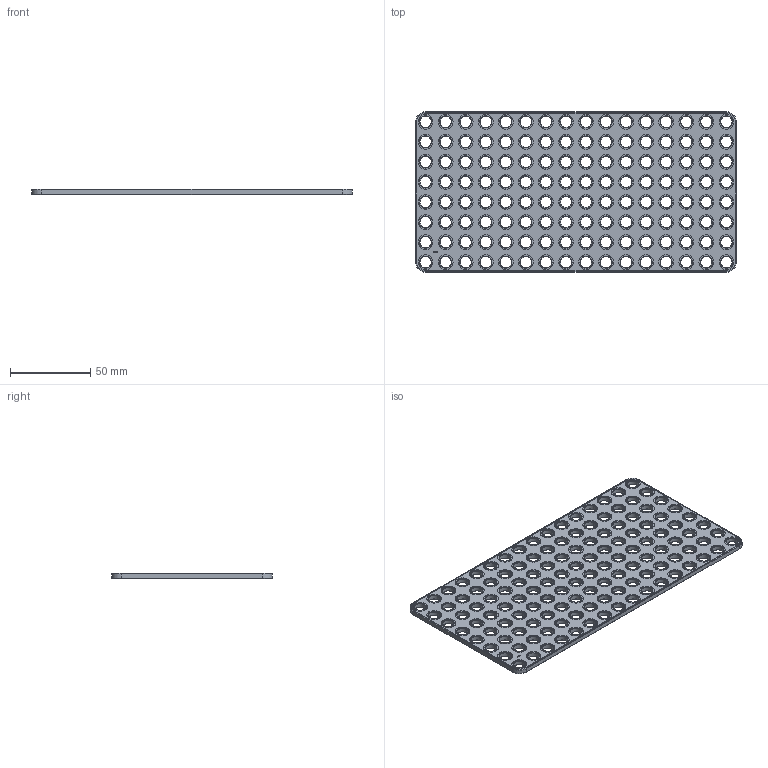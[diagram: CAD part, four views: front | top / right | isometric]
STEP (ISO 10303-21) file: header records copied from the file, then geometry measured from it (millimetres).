
FILE_DESCRIPTION(('FreeCAD Model'),'2;1');
FILE_NAME('Open CASCADE Shape Model','2024-10-08T19:15:01',(''),(''), 'Open CASCADE STEP processor 7.7','FreeCAD','Unknown');
FILE_SCHEMA(('AUTOMOTIVE_DESIGN { 1 0 10303 214 1 1 1 1 }'));
Length unit declared in the file: millimetre
Products named in the file (1): Plate RCT CRNR BU16x08x00.25 - SPN-PLT-0182 (stemfie.org)
Bounding box: 200 x 100 x 3.12 mm (x, y, z)
Volume: 44490.2 mm3; surface area: 40409.8 mm2
Topology: 1 solids, 1 shells, 1127 faces, 2620 edges, 1656 vertices
Faces by surface type: plane 455, cylinder 264, cone 264, extrusion 144
Full cylindrical faces by diameter (mm): 7 x128, 9.2 x128
Entity records: 32930 total; most frequent: CARTESIAN_POINT 6586, ORIENTED_EDGE 5240, DIRECTION 5236, EDGE_CURVE 2620, AXIS2_PLACEMENT_3D 1776, VECTOR 1684, VERTEX_POINT 1656, FACE_BOUND 1544
